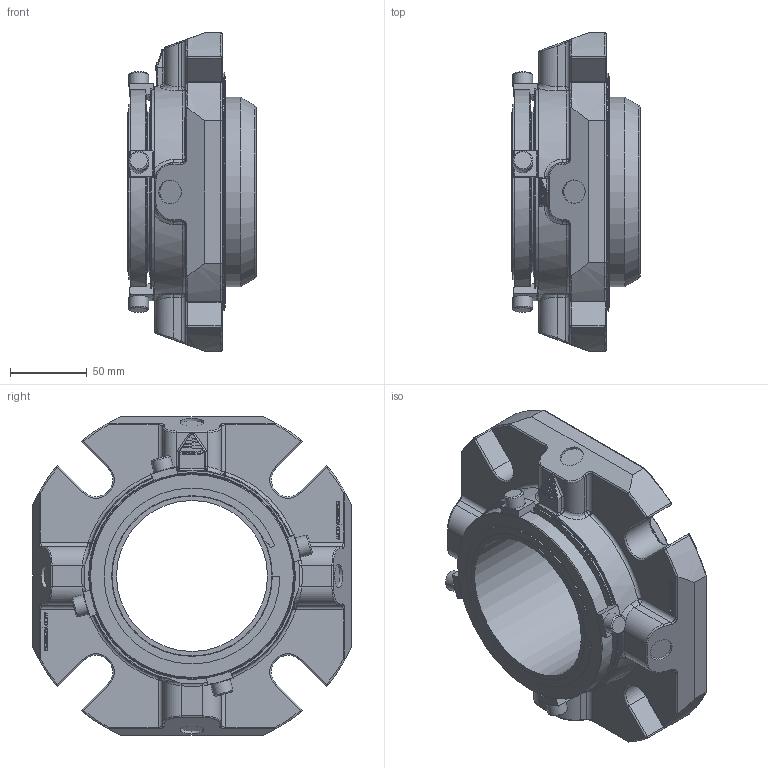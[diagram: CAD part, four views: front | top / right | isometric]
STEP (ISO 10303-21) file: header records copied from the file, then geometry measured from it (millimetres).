
FILE_DESCRIPTION(/* description */ ('Unknown'),/* implementation_level */ '2;1');
FILE_NAME(/* name */ '3.875',/* time_stamp */ '2023-05-09T15:53:49+01:00',/* author */ ('Unknown'),/* organization */ ('Unknown'),/* preprocessor_version */ 'ST-DEVELOPER v18.102',/* originating_system */ 'Solid Edge',/* authorisation */ 'Unknown');
FILE_SCHEMA (('AUTOMOTIVE_DESIGN {1 0 10303 214 3 1 1}'));
Length unit declared in the file: millimetre
Products named in the file (1): 3.875
Bounding box: 83.46 x 207.52 x 207.52 mm (x, y, z)
Surface area: 143056.6 mm2 (no closed solid volume)
Topology: 0 solids, 1 shells, 923 faces, 2366 edges, 1440 vertices
Faces by surface type: cylinder 272, bspline 251, plane 250, torus 99, sphere 26, cone 25
Full cylindrical faces by diameter (mm): 2.194 x1, 13 x4, 15.5 x4, 98.425 x1, 104.75 x2, 105.461 x1, 109.525 x1, 120.142 x1, 123.444 x1, 133.35 x2, 134.874 x1, 151 x1, 155.216 x1
Entity records: 32710 total; most frequent: CARTESIAN_POINT 12298, ORIENTED_EDGE 4512, DIRECTION 3788, EDGE_CURVE 2256, AXIS2_PLACEMENT_3D 1429, VERTEX_POINT 1420, EDGE_LOOP 1018, FACE_BOUND 1018
